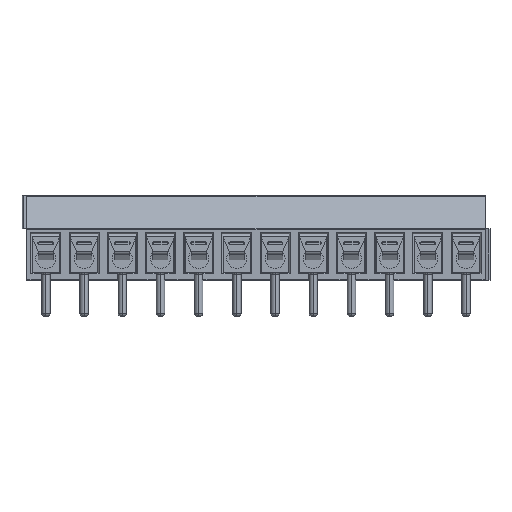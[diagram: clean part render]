
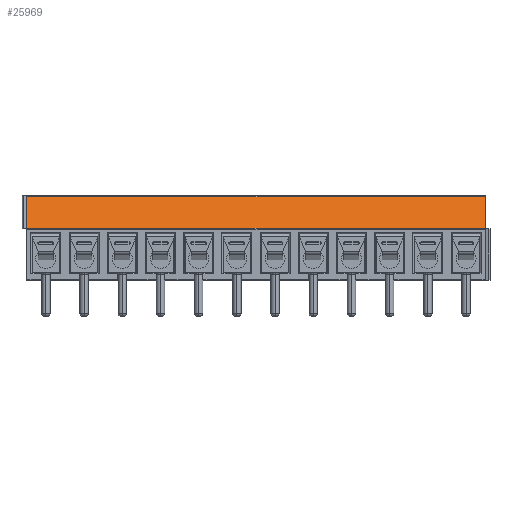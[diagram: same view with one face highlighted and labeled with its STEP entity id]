
A CAD part, top view. The second image highlights one B-rep face of the part: STEP entity #25969.
In plain terms, the highlighted planar face has unit normal (0, 0.407, 0.913).
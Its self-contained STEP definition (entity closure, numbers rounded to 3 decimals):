
#829 = ORIENTED_EDGE ( 'NONE', *, *, #22917, .T. ) ;
#2570 = VERTEX_POINT ( 'NONE', #11314 ) ;
#5991 = ORIENTED_EDGE ( 'NONE', *, *, #25495, .F. ) ;
#6732 = CARTESIAN_POINT ( 'NONE',  ( 45.72, 0.939, 3.483 ) ) ;
#7430 = DIRECTION ( 'NONE',  ( 0., -0.407, -0.914 ) ) ;
#10314 = VERTEX_POINT ( 'NONE', #33577 ) ;
#10740 = VERTEX_POINT ( 'NONE', #22261 ) ;
#10996 = FACE_OUTER_BOUND ( 'NONE', #24158, .T. ) ;
#11314 = CARTESIAN_POINT ( 'NONE',  ( 45.72, 0.939, 3.483 ) ) ;
#12280 = EDGE_CURVE ( 'NONE', #10314, #10740, #31307, .T. ) ;
#16503 = LINE ( 'NONE', #22120, #24578 ) ;
#18638 = DIRECTION ( 'NONE',  ( 0., -0.914, 0.407 ) ) ;
#22120 = CARTESIAN_POINT ( 'NONE',  ( 45.72, 4.2, 2.031 ) ) ;
#22261 = CARTESIAN_POINT ( 'NONE',  ( 0., 4.081, 2.084 ) ) ;
#22444 = VERTEX_POINT ( 'NONE', #37831 ) ;
#22797 = LINE ( 'NONE', #6732, #40147 ) ;
#22917 = EDGE_CURVE ( 'NONE', #10740, #22444, #24873, .T. ) ;
#23770 = VECTOR ( 'NONE', #31570, 1000. ) ;
#24158 = EDGE_LOOP ( 'NONE', ( #829, #35304, #5991, #40849 ) ) ;
#24578 = VECTOR ( 'NONE', #18638, 1000. ) ;
#24596 = CARTESIAN_POINT ( 'NONE',  ( 0., 4.2, 2.031 ) ) ;
#24873 = LINE ( 'NONE', #24596, #23770 ) ;
#25495 = EDGE_CURVE ( 'NONE', #10314, #2570, #16503, .T. ) ;
#25969 = ADVANCED_FACE ( 'NONE', ( #10996 ), #31484, .F. ) ;
#29307 = CARTESIAN_POINT ( 'NONE',  ( 45.72, 4.081, 2.084 ) ) ;
#30231 = VECTOR ( 'NONE', #32797, 1000. ) ;
#30836 = AXIS2_PLACEMENT_3D ( 'NONE', #41920, #7430, #31626 ) ;
#31307 = LINE ( 'NONE', #29307, #30231 ) ;
#31484 = PLANE ( 'NONE',  #30836 ) ;
#31570 = DIRECTION ( 'NONE',  ( 0., -0.914, 0.407 ) ) ;
#31626 = DIRECTION ( 'NONE',  ( 0., 0.914, -0.407 ) ) ;
#32797 = DIRECTION ( 'NONE',  ( -1., 0., 0. ) ) ;
#33577 = CARTESIAN_POINT ( 'NONE',  ( 45.72, 4.081, 2.084 ) ) ;
#35028 = DIRECTION ( 'NONE',  ( 1., 0., 0. ) ) ;
#35304 = ORIENTED_EDGE ( 'NONE', *, *, #36916, .T. ) ;
#36916 = EDGE_CURVE ( 'NONE', #22444, #2570, #22797, .T. ) ;
#37831 = CARTESIAN_POINT ( 'NONE',  ( 0., 0.939, 3.483 ) ) ;
#40147 = VECTOR ( 'NONE', #35028, 1000. ) ;
#40849 = ORIENTED_EDGE ( 'NONE', *, *, #12280, .T. ) ;
#41920 = CARTESIAN_POINT ( 'NONE',  ( 45.72, 4.2, 2.031 ) ) ;
